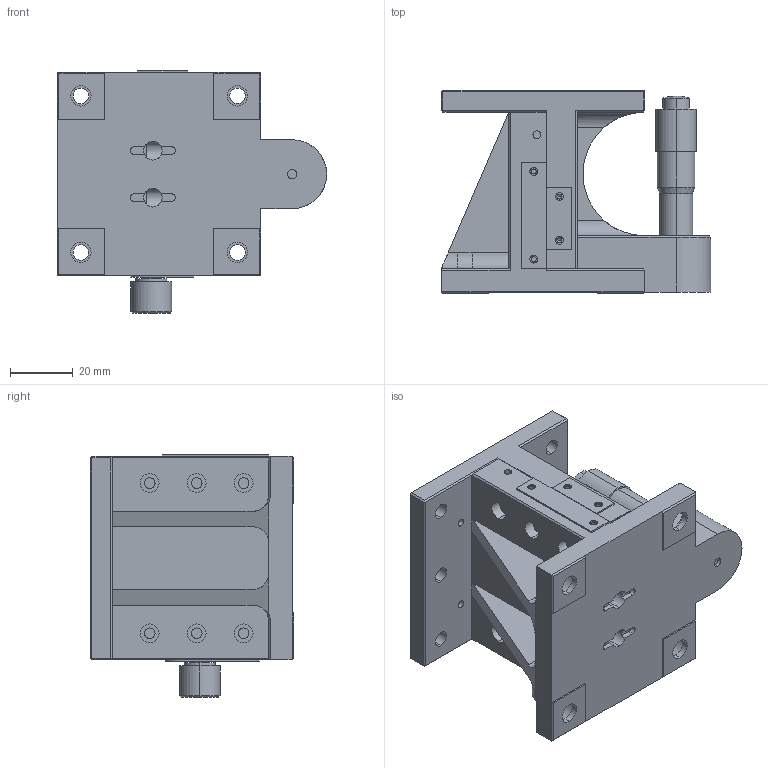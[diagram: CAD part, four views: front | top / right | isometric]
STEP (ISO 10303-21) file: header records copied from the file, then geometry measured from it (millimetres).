
FILE_DESCRIPTION (( 'STEP AP203' ), '1' );
FILE_NAME ('518211.STEP', '2025-07-10T03:11:36', ( '' ), ( '' ), 'SwSTEP 2.0', 'SolidWorks 2020', '' );
FILE_SCHEMA (( 'CONFIG_CONTROL_DESIGN' ));
Length unit declared in the file: millimetre
Products named in the file (1): 518211
Bounding box: 86 x 65 x 77.41 mm (x, y, z)
Volume: 134028.7 mm3; surface area: 50276.4 mm2
Topology: 9 solids, 10 shells, 483 faces, 1246 edges, 781 vertices
Faces by surface type: plane 230, cylinder 202, cone 46, bspline 5
Entity records: 15179 total; most frequent: CARTESIAN_POINT 2975, DIRECTION 2606, ORIENTED_EDGE 2448, EDGE_CURVE 1224, AXIS2_PLACEMENT_3D 943, VERTEX_POINT 781, VECTOR 720, LINE 720
